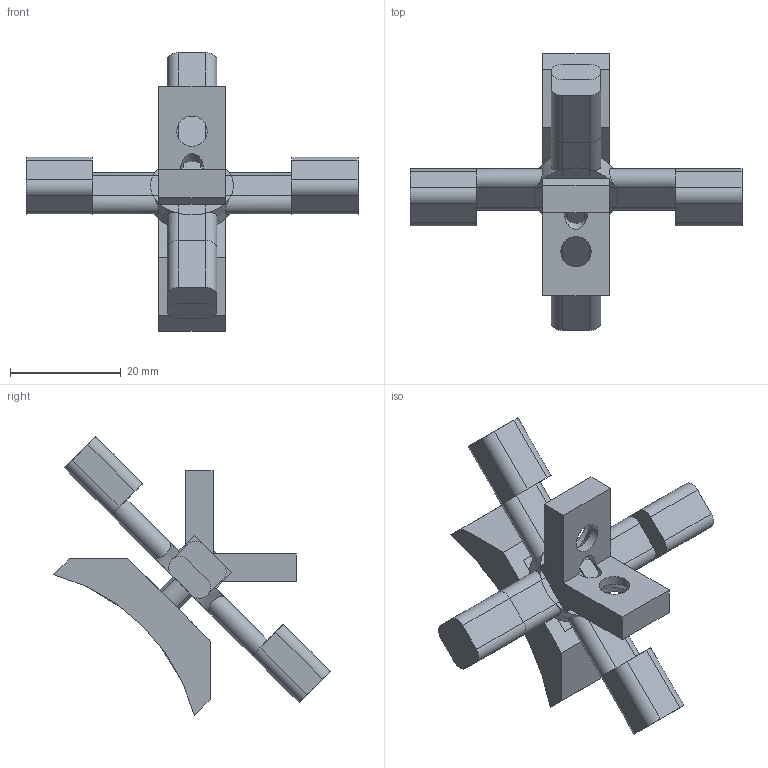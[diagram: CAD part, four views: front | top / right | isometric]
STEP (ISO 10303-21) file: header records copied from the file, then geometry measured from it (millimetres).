
FILE_DESCRIPTION(('FreeCAD Model'),'2;1');
FILE_NAME('Open CASCADE Shape Model','2024-12-25T13:18:01',(''),(''), 'Open CASCADE STEP processor 7.6','FreeCAD','Unknown');
FILE_SCHEMA(('AUTOMOTIVE_DESIGN { 1 0 10303 214 1 1 1 1 }'));
Length unit declared in the file: millimetre
Products named in the file (6): Part; Тіло; M5x16-Screw; Тіло002; Тіло003; Тіло004
Assembly tree (5 placements, depth 2):
  Part
    Тіло
    M5x16-Screw
    Тіло002
    Тіло003
    Тіло004
Bounding box: 60 x 50.03 x 50.38 mm (x, y, z)
Volume: 10026.8 mm3; surface area: 7208.9 mm2
Topology: 5 solids, 5 shells, 172 faces, 404 edges, 244 vertices
Faces by surface type: plane 113, cylinder 44, cone 12, revolution 3
Full cylindrical faces by diameter (mm): 4.2 x2, 5 x1, 5.5 x2, 10 x2, 10.1 x3
Entity records: 5329 total; most frequent: CARTESIAN_POINT 1132, DIRECTION 904, ORIENTED_EDGE 808, EDGE_CURVE 404, AXIS2_PLACEMENT_3D 334, VERTEX_POINT 244, LINE 233, VECTOR 233
